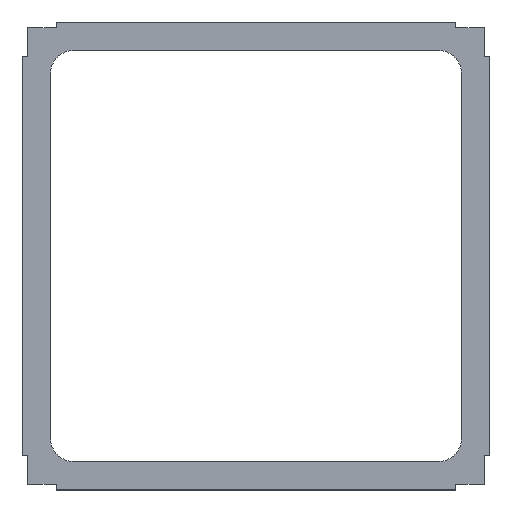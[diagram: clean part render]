
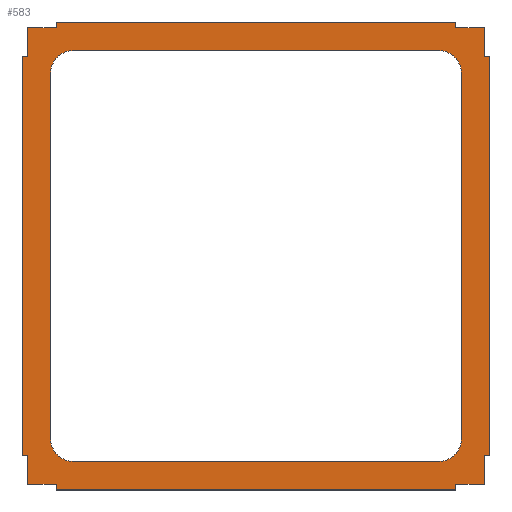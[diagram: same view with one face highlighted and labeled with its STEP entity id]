
A CAD part, top view. The second image highlights one B-rep face of the part: STEP entity #583.
In plain terms, the highlighted planar face has unit normal (0, 0, 1).
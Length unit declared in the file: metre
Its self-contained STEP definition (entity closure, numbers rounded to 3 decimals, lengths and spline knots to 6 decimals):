
#20=CIRCLE('',#631,0.02);
#21=CIRCLE('',#632,0.02);
#22=CIRCLE('',#633,0.02);
#23=CIRCLE('',#634,0.02);
#84=ORIENTED_EDGE('',*,*,#240,.F.);
#85=ORIENTED_EDGE('',*,*,#241,.F.);
#86=ORIENTED_EDGE('',*,*,#242,.F.);
#87=ORIENTED_EDGE('',*,*,#243,.F.);
#88=ORIENTED_EDGE('',*,*,#244,.F.);
#89=ORIENTED_EDGE('',*,*,#245,.F.);
#90=ORIENTED_EDGE('',*,*,#246,.F.);
#91=ORIENTED_EDGE('',*,*,#247,.F.);
#92=ORIENTED_EDGE('',*,*,#233,.F.);
#93=ORIENTED_EDGE('',*,*,#235,.T.);
#94=ORIENTED_EDGE('',*,*,#248,.T.);
#95=ORIENTED_EDGE('',*,*,#249,.F.);
#96=ORIENTED_EDGE('',*,*,#250,.F.);
#97=ORIENTED_EDGE('',*,*,#195,.T.);
#98=ORIENTED_EDGE('',*,*,#237,.T.);
#99=ORIENTED_EDGE('',*,*,#251,.T.);
#100=ORIENTED_EDGE('',*,*,#252,.F.);
#101=ORIENTED_EDGE('',*,*,#253,.F.);
#102=ORIENTED_EDGE('',*,*,#199,.T.);
#103=ORIENTED_EDGE('',*,*,#202,.F.);
#104=ORIENTED_EDGE('',*,*,#254,.T.);
#105=ORIENTED_EDGE('',*,*,#255,.F.);
#106=ORIENTED_EDGE('',*,*,#256,.F.);
#107=ORIENTED_EDGE('',*,*,#239,.F.);
#108=ORIENTED_EDGE('',*,*,#205,.F.);
#109=ORIENTED_EDGE('',*,*,#257,.T.);
#110=ORIENTED_EDGE('',*,*,#258,.F.);
#111=ORIENTED_EDGE('',*,*,#259,.F.);
#195=EDGE_CURVE('',#277,#279,#335,.T.);
#199=EDGE_CURVE('',#281,#283,#339,.T.);
#202=EDGE_CURVE('',#285,#283,#342,.T.);
#205=EDGE_CURVE('',#288,#289,#345,.T.);
#233=EDGE_CURVE('',#312,#311,#369,.T.);
#235=EDGE_CURVE('',#312,#313,#371,.T.);
#237=EDGE_CURVE('',#279,#314,#373,.T.);
#239=EDGE_CURVE('',#289,#315,#375,.T.);
#240=EDGE_CURVE('',#316,#317,#20,.T.);
#241=EDGE_CURVE('',#318,#316,#376,.T.);
#242=EDGE_CURVE('',#319,#318,#21,.T.);
#243=EDGE_CURVE('',#320,#319,#377,.T.);
#244=EDGE_CURVE('',#321,#320,#22,.T.);
#245=EDGE_CURVE('',#322,#321,#378,.T.);
#246=EDGE_CURVE('',#323,#322,#23,.T.);
#247=EDGE_CURVE('',#317,#323,#379,.T.);
#248=EDGE_CURVE('',#313,#324,#380,.T.);
#249=EDGE_CURVE('',#325,#324,#381,.T.);
#250=EDGE_CURVE('',#277,#325,#382,.T.);
#251=EDGE_CURVE('',#314,#326,#383,.T.);
#252=EDGE_CURVE('',#327,#326,#384,.T.);
#253=EDGE_CURVE('',#281,#327,#385,.T.);
#254=EDGE_CURVE('',#285,#328,#386,.T.);
#255=EDGE_CURVE('',#329,#328,#387,.T.);
#256=EDGE_CURVE('',#315,#329,#388,.T.);
#257=EDGE_CURVE('',#288,#330,#389,.T.);
#258=EDGE_CURVE('',#331,#330,#390,.T.);
#259=EDGE_CURVE('',#311,#331,#391,.T.);
#277=VERTEX_POINT('',#813);
#279=VERTEX_POINT('',#817);
#281=VERTEX_POINT('',#822);
#283=VERTEX_POINT('',#826);
#285=VERTEX_POINT('',#832);
#288=VERTEX_POINT('',#839);
#289=VERTEX_POINT('',#841);
#311=VERTEX_POINT('',#891);
#312=VERTEX_POINT('',#893);
#313=VERTEX_POINT('',#897);
#314=VERTEX_POINT('',#901);
#315=VERTEX_POINT('',#905);
#316=VERTEX_POINT('',#909);
#317=VERTEX_POINT('',#910);
#318=VERTEX_POINT('',#912);
#319=VERTEX_POINT('',#914);
#320=VERTEX_POINT('',#916);
#321=VERTEX_POINT('',#918);
#322=VERTEX_POINT('',#920);
#323=VERTEX_POINT('',#922);
#324=VERTEX_POINT('',#925);
#325=VERTEX_POINT('',#927);
#326=VERTEX_POINT('',#930);
#327=VERTEX_POINT('',#932);
#328=VERTEX_POINT('',#935);
#329=VERTEX_POINT('',#937);
#330=VERTEX_POINT('',#940);
#331=VERTEX_POINT('',#942);
#335=LINE('',#818,#411);
#339=LINE('',#827,#415);
#342=LINE('',#833,#418);
#345=LINE('',#840,#421);
#369=LINE('',#894,#445);
#371=LINE('',#898,#447);
#373=LINE('',#902,#449);
#375=LINE('',#906,#451);
#376=LINE('',#911,#452);
#377=LINE('',#915,#453);
#378=LINE('',#919,#454);
#379=LINE('',#923,#455);
#380=LINE('',#924,#456);
#381=LINE('',#926,#457);
#382=LINE('',#928,#458);
#383=LINE('',#929,#459);
#384=LINE('',#931,#460);
#385=LINE('',#933,#461);
#386=LINE('',#934,#462);
#387=LINE('',#936,#463);
#388=LINE('',#938,#464);
#389=LINE('',#939,#465);
#390=LINE('',#941,#466);
#391=LINE('',#943,#467);
#411=VECTOR('',#662,1.);
#415=VECTOR('',#668,1.);
#418=VECTOR('',#673,1.);
#421=VECTOR('',#678,1.);
#445=VECTOR('',#714,1.);
#447=VECTOR('',#718,1.);
#449=VECTOR('',#722,1.);
#451=VECTOR('',#726,1.);
#452=VECTOR('',#731,1.);
#453=VECTOR('',#734,1.);
#454=VECTOR('',#737,1.);
#455=VECTOR('',#740,1.);
#456=VECTOR('',#741,1.);
#457=VECTOR('',#742,1.);
#458=VECTOR('',#743,1.);
#459=VECTOR('',#744,1.);
#460=VECTOR('',#745,1.);
#461=VECTOR('',#746,1.);
#462=VECTOR('',#747,1.);
#463=VECTOR('',#748,1.);
#464=VECTOR('',#749,1.);
#465=VECTOR('',#750,1.);
#466=VECTOR('',#751,1.);
#467=VECTOR('',#752,1.);
#494=EDGE_LOOP('',(#84,#85,#86,#87,#88,#89,#90,#91));
#495=EDGE_LOOP('',(#92,#93,#94,#95,#96,#97,#98,#99,#100,#101,#102,#103,
#104,#105,#106,#107,#108,#109,#110,#111));
#526=FACE_BOUND('',#494,.T.);
#527=FACE_BOUND('',#495,.T.);
#557=PLANE('',#630);
#583=ADVANCED_FACE('',(#526,#527),#557,.T.);
#630=AXIS2_PLACEMENT_3D('',#907,#727,#728);
#631=AXIS2_PLACEMENT_3D('',#908,#729,#730);
#632=AXIS2_PLACEMENT_3D('',#913,#732,#733);
#633=AXIS2_PLACEMENT_3D('',#917,#735,#736);
#634=AXIS2_PLACEMENT_3D('',#921,#738,#739);
#662=DIRECTION('',(0.,-1.,0.));
#668=DIRECTION('',(1.,0.,0.));
#673=DIRECTION('',(0.,-1.,0.));
#678=DIRECTION('',(1.,0.,0.));
#714=DIRECTION('',(1.,0.,0.));
#718=DIRECTION('',(0.,-1.,0.));
#722=DIRECTION('',(1.,0.,0.));
#726=DIRECTION('',(0.,-1.,0.));
#727=DIRECTION('',(0.,0.,1.));
#728=DIRECTION('',(1.,0.,0.));
#729=DIRECTION('',(0.,0.,1.));
#730=DIRECTION('',(1.,0.,0.));
#731=DIRECTION('',(0.,1.,0.));
#732=DIRECTION('',(0.,0.,1.));
#733=DIRECTION('',(1.,0.,0.));
#734=DIRECTION('',(1.,0.,0.));
#735=DIRECTION('',(0.,0.,1.));
#736=DIRECTION('',(1.,0.,0.));
#737=DIRECTION('',(0.,-1.,0.));
#738=DIRECTION('',(0.,0.,1.));
#739=DIRECTION('',(1.,0.,0.));
#740=DIRECTION('',(-1.,0.,0.));
#741=DIRECTION('',(-1.,0.,0.));
#742=DIRECTION('',(0.,1.,0.));
#743=DIRECTION('',(-1.,0.,0.));
#744=DIRECTION('',(0.,-1.,0.));
#745=DIRECTION('',(-1.,0.,0.));
#746=DIRECTION('',(0.,-1.,0.));
#747=DIRECTION('',(1.,0.,0.));
#748=DIRECTION('',(0.,-1.,0.));
#749=DIRECTION('',(1.,0.,0.));
#750=DIRECTION('',(0.,1.,0.));
#751=DIRECTION('',(1.,0.,0.));
#752=DIRECTION('',(0.,1.,0.));
#813=CARTESIAN_POINT('',(-0.2,-0.175,0.005));
#817=CARTESIAN_POINT('',(-0.2,-0.2,0.005));
#818=CARTESIAN_POINT('',(-0.2,0.,0.005));
#822=CARTESIAN_POINT('',(0.175,-0.2,0.005));
#826=CARTESIAN_POINT('',(0.2,-0.2,0.005));
#827=CARTESIAN_POINT('',(0.,-0.2,0.005));
#832=CARTESIAN_POINT('',(0.2,-0.175,0.005));
#833=CARTESIAN_POINT('',(0.2,0.,0.005));
#839=CARTESIAN_POINT('',(0.175,0.2,0.005));
#840=CARTESIAN_POINT('',(0.,0.2,0.005));
#841=CARTESIAN_POINT('',(0.2,0.2,0.005));
#891=CARTESIAN_POINT('',(-0.175,0.2,0.005));
#893=CARTESIAN_POINT('',(-0.2,0.2,0.005));
#894=CARTESIAN_POINT('',(0.,0.2,0.005));
#897=CARTESIAN_POINT('',(-0.2,0.175,0.005));
#898=CARTESIAN_POINT('',(-0.2,0.,0.005));
#901=CARTESIAN_POINT('',(-0.175,-0.2,0.005));
#902=CARTESIAN_POINT('',(0.,-0.2,0.005));
#905=CARTESIAN_POINT('',(0.2,0.175,0.005));
#906=CARTESIAN_POINT('',(0.2,0.,0.005));
#907=CARTESIAN_POINT('',(0.,0.,0.005));
#908=CARTESIAN_POINT('',(0.16,0.16,0.005));
#909=CARTESIAN_POINT('',(0.18,0.16,0.005));
#910=CARTESIAN_POINT('',(0.16,0.18,0.005));
#911=CARTESIAN_POINT('',(0.18,0.,0.005));
#912=CARTESIAN_POINT('',(0.18,-0.16,0.005));
#913=CARTESIAN_POINT('',(0.16,-0.16,0.005));
#914=CARTESIAN_POINT('',(0.16,-0.18,0.005));
#915=CARTESIAN_POINT('',(0.,-0.18,0.005));
#916=CARTESIAN_POINT('',(-0.16,-0.18,0.005));
#917=CARTESIAN_POINT('',(-0.16,-0.16,0.005));
#918=CARTESIAN_POINT('',(-0.18,-0.16,0.005));
#919=CARTESIAN_POINT('',(-0.18,0.,0.005));
#920=CARTESIAN_POINT('',(-0.18,0.16,0.005));
#921=CARTESIAN_POINT('',(-0.16,0.16,0.005));
#922=CARTESIAN_POINT('',(-0.16,0.18,0.005));
#923=CARTESIAN_POINT('',(0.,0.18,0.005));
#924=CARTESIAN_POINT('',(-0.2025,0.175,0.005));
#925=CARTESIAN_POINT('',(-0.205,0.175,0.005));
#926=CARTESIAN_POINT('',(-0.205,0.,0.005));
#927=CARTESIAN_POINT('',(-0.205,-0.175,0.005));
#928=CARTESIAN_POINT('',(-0.2025,-0.175,0.005));
#929=CARTESIAN_POINT('',(-0.175,-0.2025,0.005));
#930=CARTESIAN_POINT('',(-0.175,-0.205,0.005));
#931=CARTESIAN_POINT('',(0.,-0.205,0.005));
#932=CARTESIAN_POINT('',(0.175,-0.205,0.005));
#933=CARTESIAN_POINT('',(0.175,-0.2025,0.005));
#934=CARTESIAN_POINT('',(0.2025,-0.175,0.005));
#935=CARTESIAN_POINT('',(0.205,-0.175,0.005));
#936=CARTESIAN_POINT('',(0.205,0.,0.005));
#937=CARTESIAN_POINT('',(0.205,0.175,0.005));
#938=CARTESIAN_POINT('',(0.2025,0.175,0.005));
#939=CARTESIAN_POINT('',(0.175,0.2025,0.005));
#940=CARTESIAN_POINT('',(0.175,0.205,0.005));
#941=CARTESIAN_POINT('',(0.,0.205,0.005));
#942=CARTESIAN_POINT('',(-0.175,0.205,0.005));
#943=CARTESIAN_POINT('',(-0.175,0.2025,0.005));
